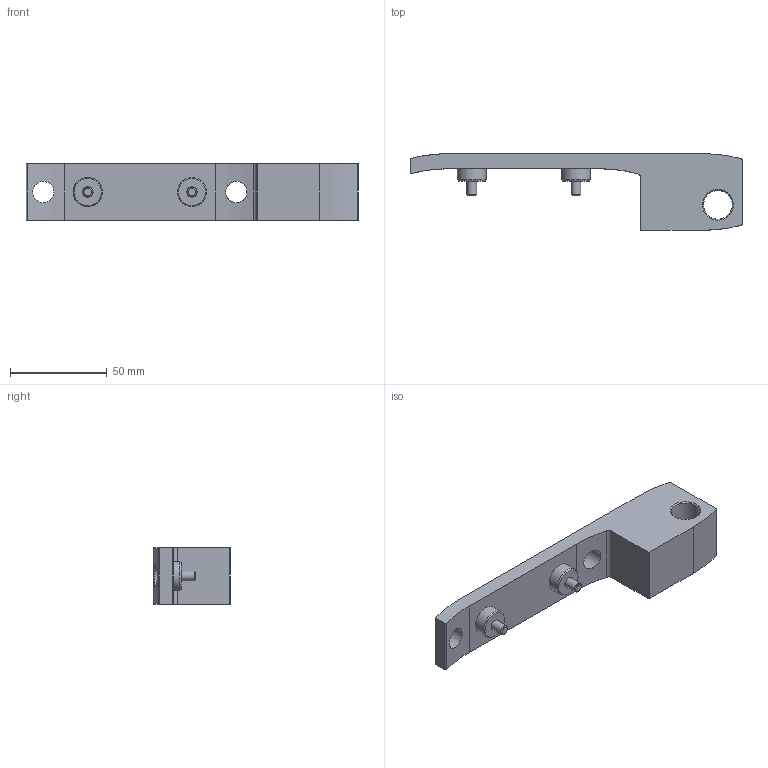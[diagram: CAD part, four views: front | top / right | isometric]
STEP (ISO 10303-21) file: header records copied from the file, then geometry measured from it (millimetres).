
FILE_DESCRIPTION(/* description */ ('STEP AP214'),/* implementation_level */ '2;1');
FILE_NAME(/* name */ '8069008_DAYP-L8-40',/* time_stamp */ '2024-08-14T10:34:31+02:00',/* author */ ('License CC BY-ND 4.0'),/* organization */ ('CADENAS'),/* preprocessor_version */ 'ST-DEVELOPER v19.3',/* originating_system */ 'PARTsolutions',/* authorisation */ ' ');
FILE_SCHEMA (('AUTOMOTIVE_DESIGN {1 0 10303 214 3 1 1}'));
Length unit declared in the file: millimetre
Products named in the file (4): 8069008 DAYP-L8-40; 4645671 DAYP-L8-40; 4069535 DAYP-L8-32/40; ISO-4762 M5x16
Assembly tree (5 placements, depth 2):
  8069008 DAYP-L8-40
    4645671 DAYP-L8-40
    4069535 DAYP-L8-32/40  x2
    ISO-4762 M5x16  x2
Bounding box: 172 x 39.7 x 29.5 mm (x, y, z)
Volume: 83457.5 mm3; surface area: 23604.6 mm2
Topology: 5 solids, 5 shells, 132 faces, 296 edges, 182 vertices
Faces by surface type: plane 54, cylinder 34, cone 31, torus 13
Full cylindrical faces by diameter (mm): 5 x2, 5.5 x2, 8.5 x2, 10.2 x2, 11 x2, 14.917 x1, 15 x3, 20 x2, 21.2 x1
Entity records: 2541 total; most frequent: CARTESIAN_POINT 453, DIRECTION 441, ORIENTED_EDGE 352, AXIS2_PLACEMENT_3D 179, EDGE_CURVE 176, FACE_BOUND 134, EDGE_LOOP 133, VERTEX_POINT 126
